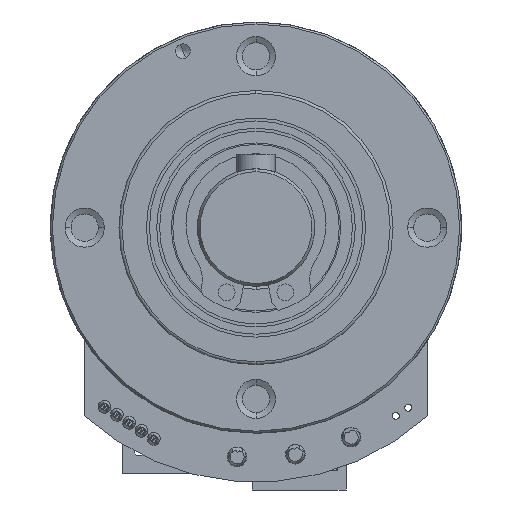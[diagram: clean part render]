
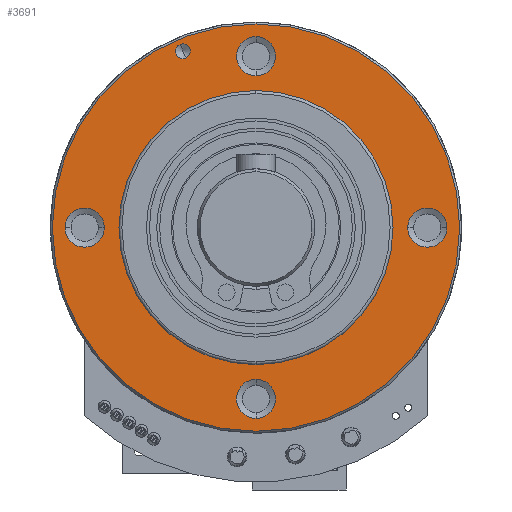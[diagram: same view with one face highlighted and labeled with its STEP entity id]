
A CAD part, left-side view. The second image highlights one B-rep face of the part: STEP entity #3691.
In plain terms, the highlighted planar face has unit normal (-1, 0, 0).
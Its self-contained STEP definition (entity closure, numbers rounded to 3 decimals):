
#3691=ADVANCED_FACE('',(#8560,#8561,#8562,#8563,#8564,#8565,#8566),#8567,.T.);
#8560=FACE_BOUND('',#14980,.T.);
#8561=FACE_BOUND('',#14981,.T.);
#8562=FACE_BOUND('',#14982,.T.);
#8563=FACE_BOUND('',#14983,.T.);
#8564=FACE_BOUND('',#14984,.T.);
#8565=FACE_OUTER_BOUND('',#14985,.T.);
#8566=FACE_BOUND('',#14986,.T.);
#8567=PLANE('',#14987);
#14980=EDGE_LOOP('',(#25693,#25694));
#14981=EDGE_LOOP('',(#25695,#25696));
#14982=EDGE_LOOP('',(#25697,#25698));
#14983=EDGE_LOOP('',(#25699,#25700));
#14984=EDGE_LOOP('',(#25701,#25702));
#14985=EDGE_LOOP('',(#25703,#25704));
#14986=EDGE_LOOP('',(#25705,#25706));
#14987=AXIS2_PLACEMENT_3D('',#25707,#25708,#25709);
#25693=ORIENTED_EDGE('',*,*,#35529,.T.);
#25694=ORIENTED_EDGE('',*,*,#35617,.T.);
#25695=ORIENTED_EDGE('',*,*,#35464,.T.);
#25696=ORIENTED_EDGE('',*,*,#35651,.T.);
#25697=ORIENTED_EDGE('',*,*,#35399,.T.);
#25698=ORIENTED_EDGE('',*,*,#35685,.T.);
#25699=ORIENTED_EDGE('',*,*,#35334,.T.);
#25700=ORIENTED_EDGE('',*,*,#35719,.T.);
#25701=ORIENTED_EDGE('',*,*,#35325,.T.);
#25702=ORIENTED_EDGE('',*,*,#35723,.T.);
#25703=ORIENTED_EDGE('',*,*,#35293,.T.);
#25704=ORIENTED_EDGE('',*,*,#35726,.T.);
#25705=ORIENTED_EDGE('',*,*,#35727,.T.);
#25706=ORIENTED_EDGE('',*,*,#35281,.T.);
#25707=CARTESIAN_POINT('',(-3.3,0.0,17.5));
#25708=DIRECTION('',(-1.0,-0.0,-0.0));
#25709=DIRECTION('',(0.0,0.0,-1.0));
#35281=EDGE_CURVE('',#38381,#38378,#38382,.T.);
#35293=EDGE_CURVE('',#38396,#38399,#38401,.T.);
#35325=EDGE_CURVE('',#38445,#38448,#38450,.T.);
#35334=EDGE_CURVE('',#38461,#38463,#38465,.T.);
#35399=EDGE_CURVE('',#38560,#38562,#38564,.T.);
#35464=EDGE_CURVE('',#38659,#38661,#38663,.T.);
#35529=EDGE_CURVE('',#38758,#38760,#38762,.T.);
#35617=EDGE_CURVE('',#38760,#38758,#38878,.T.);
#35651=EDGE_CURVE('',#38661,#38659,#38912,.T.);
#35685=EDGE_CURVE('',#38562,#38560,#38946,.T.);
#35719=EDGE_CURVE('',#38463,#38461,#38980,.T.);
#35723=EDGE_CURVE('',#38448,#38445,#38984,.T.);
#35726=EDGE_CURVE('',#38399,#38396,#38987,.T.);
#35727=EDGE_CURVE('',#38378,#38381,#38988,.T.);
#38378=VERTEX_POINT('',#42614);
#38381=VERTEX_POINT('',#42618);
#38382=CIRCLE('',#42619,14.0);
#38396=VERTEX_POINT('',#42636);
#38399=VERTEX_POINT('',#42640);
#38401=CIRCLE('',#42643,20.8);
#38445=VERTEX_POINT('',#42699);
#38448=VERTEX_POINT('',#42703);
#38450=CIRCLE('',#42706,0.75);
#38461=VERTEX_POINT('',#42719);
#38463=VERTEX_POINT('',#42722);
#38465=CIRCLE('',#42725,2.0);
#38560=VERTEX_POINT('',#42850);
#38562=VERTEX_POINT('',#42853);
#38564=CIRCLE('',#42856,2.0);
#38659=VERTEX_POINT('',#42981);
#38661=VERTEX_POINT('',#42984);
#38663=CIRCLE('',#42987,2.0);
#38758=VERTEX_POINT('',#43112);
#38760=VERTEX_POINT('',#43115);
#38762=CIRCLE('',#43118,2.0);
#38878=CIRCLE('',#43262,2.0);
#38912=CIRCLE('',#43296,2.0);
#38946=CIRCLE('',#43330,2.0);
#38980=CIRCLE('',#43364,2.0);
#38984=CIRCLE('',#43368,0.75);
#38987=CIRCLE('',#43371,20.8);
#38988=CIRCLE('',#43372,14.0);
#42614=CARTESIAN_POINT('',(-3.3,0.0,14.0));
#42618=CARTESIAN_POINT('',(-3.3,0.,-14.0));
#42619=AXIS2_PLACEMENT_3D('',#48234,#48235,#48236);
#42636=CARTESIAN_POINT('',(-3.3,0.0,20.8));
#42640=CARTESIAN_POINT('',(-3.3,0.,-20.8));
#42643=AXIS2_PLACEMENT_3D('',#48254,#48255,#48256);
#42699=CARTESIAN_POINT('',(-3.3,7.749,18.709));
#42703=CARTESIAN_POINT('',(-3.3,7.175,17.323));
#42706=AXIS2_PLACEMENT_3D('',#48301,#48302,#48303);
#42719=CARTESIAN_POINT('',(-3.3,0.0,-19.5));
#42722=CARTESIAN_POINT('',(-3.3,0.,-15.5));
#42725=AXIS2_PLACEMENT_3D('',#48314,#48315,#48316);
#42850=CARTESIAN_POINT('',(-3.3,0.0,19.5));
#42853=CARTESIAN_POINT('',(-3.3,0.,15.5));
#42856=AXIS2_PLACEMENT_3D('',#48397,#48398,#48399);
#42981=CARTESIAN_POINT('',(-3.3,-19.5,0.0));
#42984=CARTESIAN_POINT('',(-3.3,-15.5,0.));
#42987=AXIS2_PLACEMENT_3D('',#48480,#48481,#48482);
#43112=CARTESIAN_POINT('',(-3.3,19.5,0.0));
#43115=CARTESIAN_POINT('',(-3.3,15.5,0.));
#43118=AXIS2_PLACEMENT_3D('',#48563,#48564,#48565);
#43262=AXIS2_PLACEMENT_3D('',#48681,#48682,#48683);
#43296=AXIS2_PLACEMENT_3D('',#48732,#48733,#48734);
#43330=AXIS2_PLACEMENT_3D('',#48783,#48784,#48785);
#43364=AXIS2_PLACEMENT_3D('',#48834,#48835,#48836);
#43368=AXIS2_PLACEMENT_3D('',#48840,#48841,#48842);
#43371=AXIS2_PLACEMENT_3D('',#48843,#48844,#48845);
#43372=AXIS2_PLACEMENT_3D('',#48846,#48847,#48848);
#48234=CARTESIAN_POINT('',(-3.3,0.0,0.0));
#48235=DIRECTION('',(1.0,0.0,-0.0));
#48236=DIRECTION('',(0.0,0.0,1.0));
#48254=CARTESIAN_POINT('',(-3.3,0.0,0.0));
#48255=DIRECTION('',(-1.0,0.0,0.0));
#48256=DIRECTION('',(0.0,0.0,1.0));
#48301=CARTESIAN_POINT('',(-3.3,7.462,18.016));
#48302=DIRECTION('',(1.0,0.0,-0.0));
#48303=DIRECTION('',(0.0,0.383,0.924));
#48314=CARTESIAN_POINT('',(-3.3,0.0,-17.5));
#48315=DIRECTION('',(1.0,0.0,0.0));
#48316=DIRECTION('',(0.0,0.0,-1.0));
#48397=CARTESIAN_POINT('',(-3.3,0.0,17.5));
#48398=DIRECTION('',(1.0,0.0,-0.0));
#48399=DIRECTION('',(0.0,0.0,1.0));
#48480=CARTESIAN_POINT('',(-3.3,-17.5,0.0));
#48481=DIRECTION('',(1.0,0.0,0.0));
#48482=DIRECTION('',(0.0,-1.0,0.0));
#48563=CARTESIAN_POINT('',(-3.3,17.5,0.0));
#48564=DIRECTION('',(1.0,0.0,0.0));
#48565=DIRECTION('',(0.0,1.0,0.0));
#48681=CARTESIAN_POINT('',(-3.3,17.5,0.0));
#48682=DIRECTION('',(1.0,0.0,0.0));
#48683=DIRECTION('',(0.0,1.0,0.0));
#48732=CARTESIAN_POINT('',(-3.3,-17.5,0.0));
#48733=DIRECTION('',(1.0,0.0,0.0));
#48734=DIRECTION('',(0.0,-1.0,0.0));
#48783=CARTESIAN_POINT('',(-3.3,0.0,17.5));
#48784=DIRECTION('',(1.0,0.0,-0.0));
#48785=DIRECTION('',(0.0,0.0,1.0));
#48834=CARTESIAN_POINT('',(-3.3,0.0,-17.5));
#48835=DIRECTION('',(1.0,0.0,0.0));
#48836=DIRECTION('',(0.0,0.0,-1.0));
#48840=CARTESIAN_POINT('',(-3.3,7.462,18.016));
#48841=DIRECTION('',(1.0,0.0,-0.0));
#48842=DIRECTION('',(0.0,0.383,0.924));
#48843=CARTESIAN_POINT('',(-3.3,0.0,0.0));
#48844=DIRECTION('',(-1.0,0.0,0.0));
#48845=DIRECTION('',(0.0,0.0,1.0));
#48846=CARTESIAN_POINT('',(-3.3,0.0,0.0));
#48847=DIRECTION('',(1.0,0.0,-0.0));
#48848=DIRECTION('',(0.0,0.0,1.0));
